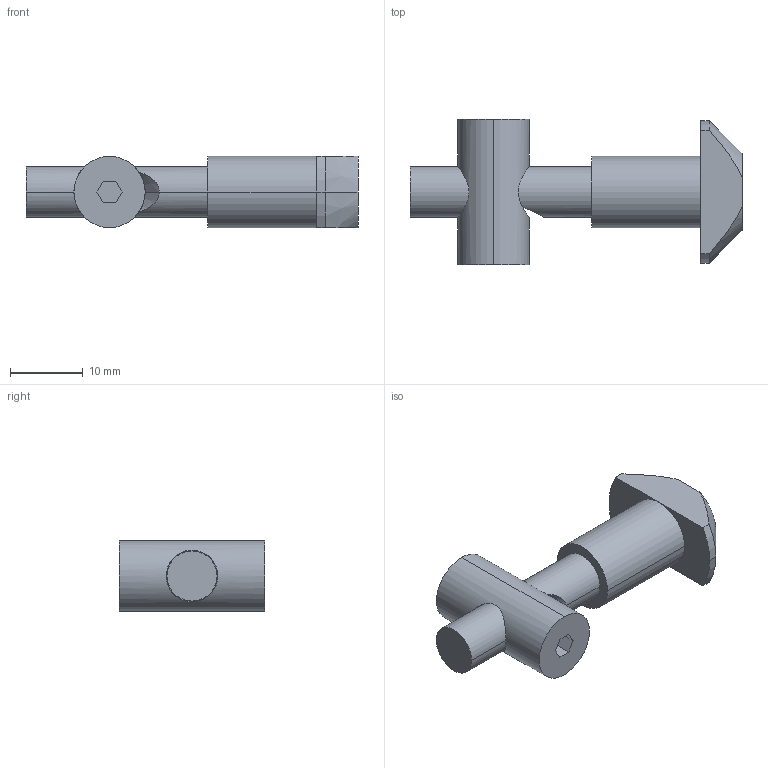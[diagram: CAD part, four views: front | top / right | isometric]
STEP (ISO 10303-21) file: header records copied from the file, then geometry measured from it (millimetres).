
FILE_DESCRIPTION(('STEP AP214'),'1');
FILE_NAME('cctmp_76DD8FA3-BCA1-40C3-89C0-99120F2F120C_2020_1_16_7_48_47_478..stp','2020-01-16T06:48:47',('Bosch Rexroth AG'),('CADClick - www.CADClick.com'),'Spatial InterOp 3D',' ','unknown authorization - (Healing Option Enabled)');
FILE_SCHEMA(('AUTOMOTIVE_DESIGN'));
Length unit declared in the file: millimetre
Products named in the file (1): 1
Bounding box: 45.7 x 20 x 9.8 mm (x, y, z)
Volume: 3814.3 mm3; surface area: 2581.4 mm2
Topology: 2 solids, 2 shells, 42 faces, 99 edges, 64 vertices
Faces by surface type: plane 18, cylinder 16, cone 8
Entity records: 1933 total; most frequent: CARTESIAN_POINT 581, DIRECTION 209, ORIENTED_EDGE 198, EDGE_CURVE 99, AXIS2_PLACEMENT_3D 80, VERTEX_POINT 64, EDGE_LOOP 49, LINE 49
